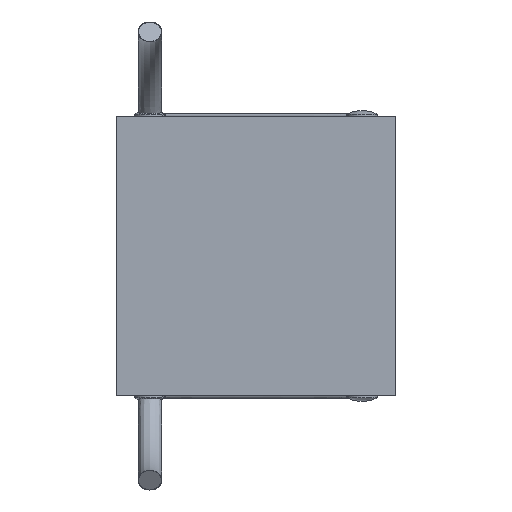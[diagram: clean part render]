
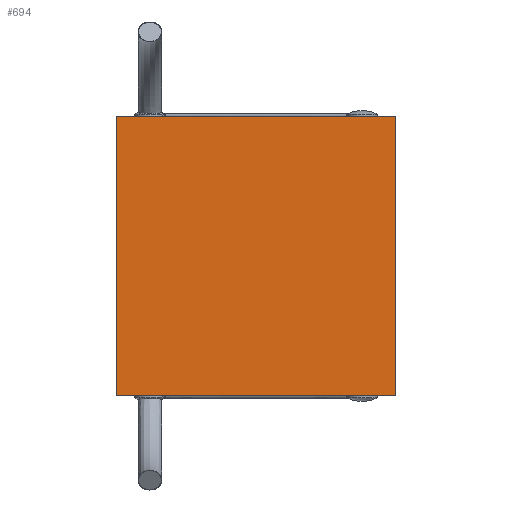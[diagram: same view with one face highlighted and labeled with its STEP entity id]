
A CAD part, front view. The second image highlights one B-rep face of the part: STEP entity #694.
In plain terms, the highlighted planar face has unit normal (0, -1, 0).
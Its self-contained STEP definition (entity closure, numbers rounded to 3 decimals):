
#27 = LINE ( 'NONE', #2453, #7135 ) ;
#199 = EDGE_CURVE ( 'NONE', #7551, #6117, #3401, .T. ) ;
#284 = AXIS2_PLACEMENT_3D ( 'NONE', #3428, #8582, #2695 ) ;
#480 = VERTEX_POINT ( 'NONE', #1390 ) ;
#694 = ADVANCED_FACE ( 'NONE', ( #1017 ), #2822, .T. ) ;
#822 = VECTOR ( 'NONE', #2408, 1000. ) ;
#976 = VECTOR ( 'NONE', #1540, 1000. ) ;
#1017 = FACE_OUTER_BOUND ( 'NONE', #9191, .T. ) ;
#1028 = ORIENTED_EDGE ( 'NONE', *, *, #4635, .T. ) ;
#1103 = ORIENTED_EDGE ( 'NONE', *, *, #5841, .T. ) ;
#1171 = CARTESIAN_POINT ( 'NONE',  ( 5., -3.602, 5. ) ) ;
#1390 = CARTESIAN_POINT ( 'NONE',  ( -5., -3.602, 5. ) ) ;
#1540 = DIRECTION ( 'NONE',  ( 0., 0., 1. ) ) ;
#2408 = DIRECTION ( 'NONE',  ( -1., 0., 0. ) ) ;
#2453 = CARTESIAN_POINT ( 'NONE',  ( 5., -3.602, -5. ) ) ;
#2695 = DIRECTION ( 'NONE',  ( 0., 0., -1. ) ) ;
#2822 = PLANE ( 'NONE',  #284 ) ;
#3248 = EDGE_CURVE ( 'NONE', #480, #8854, #3695, .T. ) ;
#3401 = LINE ( 'NONE', #5710, #976 ) ;
#3428 = CARTESIAN_POINT ( 'NONE',  ( 0., -3.602, 0. ) ) ;
#3695 = LINE ( 'NONE', #8229, #7611 ) ;
#3827 = DIRECTION ( 'NONE',  ( 0., 0., -1. ) ) ;
#4376 = ORIENTED_EDGE ( 'NONE', *, *, #199, .T. ) ;
#4635 = EDGE_CURVE ( 'NONE', #6117, #480, #6672, .T. ) ;
#5710 = CARTESIAN_POINT ( 'NONE',  ( 5., -3.602, -5. ) ) ;
#5841 = EDGE_CURVE ( 'NONE', #8854, #7551, #27, .T. ) ;
#6117 = VERTEX_POINT ( 'NONE', #1171 ) ;
#6672 = LINE ( 'NONE', #8290, #822 ) ;
#6861 = DIRECTION ( 'NONE',  ( 1., 0., 0. ) ) ;
#7135 = VECTOR ( 'NONE', #6861, 1000. ) ;
#7551 = VERTEX_POINT ( 'NONE', #9458 ) ;
#7611 = VECTOR ( 'NONE', #3827, 1000. ) ;
#8229 = CARTESIAN_POINT ( 'NONE',  ( -5., -3.602, -5. ) ) ;
#8290 = CARTESIAN_POINT ( 'NONE',  ( 5., -3.602, 5. ) ) ;
#8582 = DIRECTION ( 'NONE',  ( 0., -1., 0. ) ) ;
#8658 = CARTESIAN_POINT ( 'NONE',  ( -5., -3.602, -5. ) ) ;
#8854 = VERTEX_POINT ( 'NONE', #8658 ) ;
#9191 = EDGE_LOOP ( 'NONE', ( #9205, #1103, #4376, #1028 ) ) ;
#9205 = ORIENTED_EDGE ( 'NONE', *, *, #3248, .T. ) ;
#9458 = CARTESIAN_POINT ( 'NONE',  ( 5., -3.602, -5. ) ) ;
